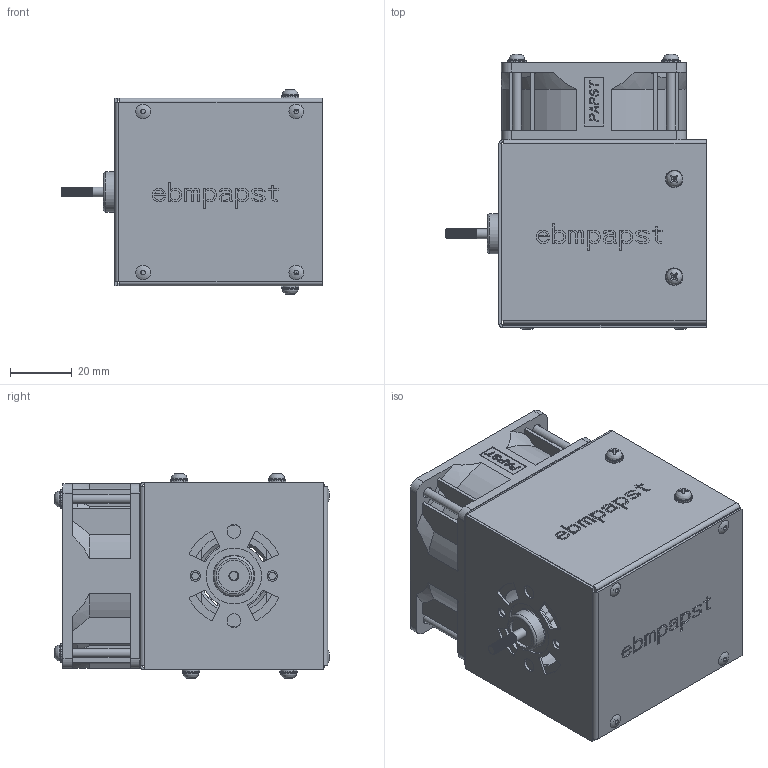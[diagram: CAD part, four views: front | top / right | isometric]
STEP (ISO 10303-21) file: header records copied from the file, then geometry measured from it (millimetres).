
FILE_DESCRIPTION(/* description */ (''),/* implementation_level */ '2;1');
FILE_NAME(/* name */ 'MISC_IceCubeCooler_02.iam.step',/* time_stamp */ '2014-01-01T17:45:02-08:00',/* author */ ('Philip'),/* organization */ (''),/* preprocessor_version */ 'ST-DEVELOPER v15.2',/* originating_system */ 'Autodesk Inventor 2014',/* authorisation */ '');
FILE_SCHEMA (('AUTOMOTIVE_DESIGN { 1 0 10303 214 3 1 1 }'));
Products named in the file (25): 118-00-11851; S-440-0; 310-05-0003; 118-00-11851_ASM; 612N_2M_RBT; 305-12-0006; 300-12-0006; 118-00-11854; SO-6440-10; S-440-1; 118-00-11854_ASM; 300-12-0041; 118-00-11855; AM-0912_TERMINAL_ANY; AM-0912_OUTPUT_BUSHING_ANY; AM-0912_END_CAP_ANY; AM-0912_CAP_BUSHING_ANY; AM-0912_SHIELD_ANY; AM-0912_SHAFT_ANY; AM-0912_TERMINAL_HOUSING_ANY; AM-0912_HOUSING_ANY; AM-0912_ANY_ASM; CCL-9015-AM-0912_ASM; 456-15-0253; MISC_IceCubeCooler_02
Bounding box: 84.5 x 89.38 x 66.55 mm (x, y, z)
Volume: 70756.7 mm3; surface area: 108503.8 mm2
Topology: 50 solids, 50 shells, 3501 faces, 9257 edges, 5930 vertices
Faces by surface type: plane 2798, cylinder 607, bspline 63, torus 20, sphere 8, cone 5
Full cylindrical faces by diameter (mm): 1.321 x4, 1.524 x4, 2.362 x4, 2.464 x1, 2.489 x10, 2.5 x2, 2.54 x18, 2.819 x2, 2.845 x20, 2.921 x4, 3.175 x4, 3.302 x8, 3.404 x2, 3.429 x4, 3.7 x8, 3.81 x2, 4.191 x8, 4.216 x8, 4.445 x2, 5.182 x12, 5.385 x4, 5.41 x4, 6.35 x8, 8.077 x2, 10.109 x1, 10.16 x1, 10.968 x2, 13 x1, 15.545 x1, 18.034 x1
Entity records: 72576 total; most frequent: CARTESIAN_POINT 15647, ORIENTED_EDGE 11906, DIRECTION 11074, EDGE_CURVE 5953, LINE 4848, VECTOR 4848, VERTEX_POINT 3950, AXIS2_PLACEMENT_3D 3113
